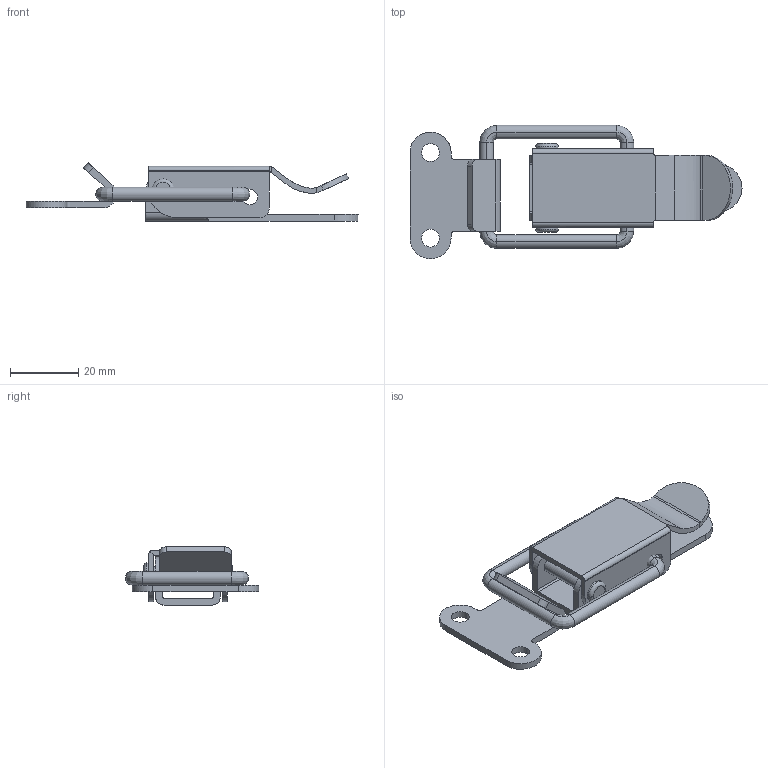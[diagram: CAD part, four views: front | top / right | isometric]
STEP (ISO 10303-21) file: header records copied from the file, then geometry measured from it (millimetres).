
FILE_DESCRIPTION(/* description */ (''),/* implementation_level */ '2;1');
FILE_NAME(/* name */ 'DK527',/* time_stamp */ '2024-11-04T09:36:50+08:00',/* author */ (''),/* organization */ (''),/* preprocessor_version */ 'ST-DEVELOPER v19.2',/* originating_system */ 'Rhino 8.5',/* authorisation */ '');
FILE_SCHEMA (('CONFIG_CONTROL_DESIGN'));
Length unit declared in the file: millimetre
Products named in the file (1): Document
Bounding box: 97.05 x 38.99 x 17.02 mm (x, y, z)
Volume: 7440.8 mm3; surface area: 11715.7 mm2
Topology: 4 solids, 7 shells, 131 faces, 329 edges, 211 vertices
Faces by surface type: cylinder 59, plane 53, bspline 19
Entity records: 4652 total; most frequent: CARTESIAN_POINT 1813, ORIENTED_EDGE 638, DIRECTION 376, EDGE_CURVE 328, AXIS2_PLACEMENT_3D 244, VERTEX_POINT 210, EDGE_LOOP 155, B_SPLINE_CURVE_WITH_KNOTS 131
